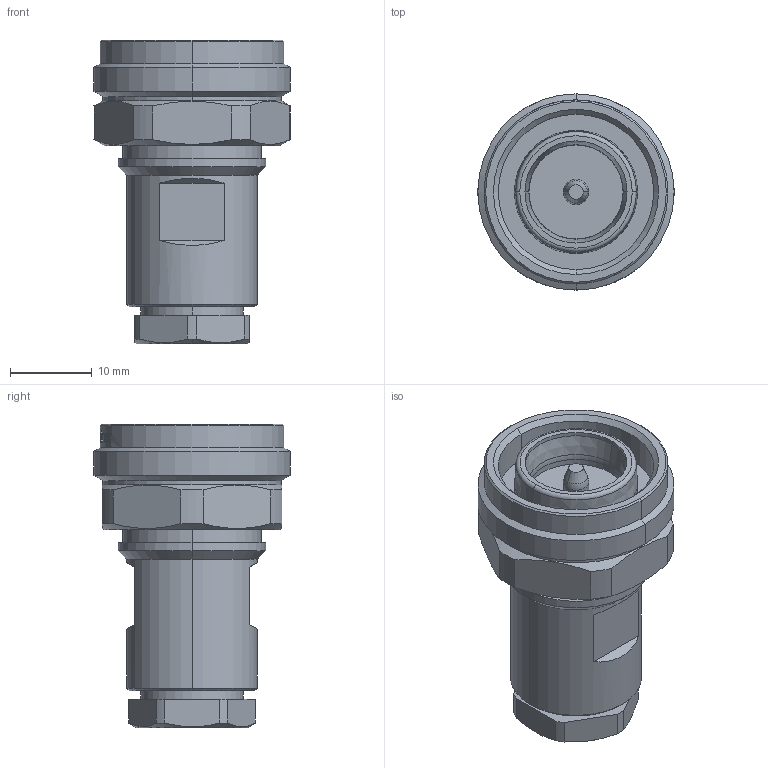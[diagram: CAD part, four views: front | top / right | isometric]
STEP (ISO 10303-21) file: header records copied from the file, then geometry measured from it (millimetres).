
FILE_DESCRIPTION (( 'STEP AP214' ), '1' );
FILE_NAME ('J01440A0012.STEP', '2019-09-19T06:41:38', ( '' ), ( '' ), 'SwSTEP 2.0', 'SolidWorks 2018', '' );
FILE_SCHEMA (( 'AUTOMOTIVE_DESIGN' ));
Length unit declared in the file: millimetre
Products named in the file (1): J01440A0012
Bounding box: 24 x 24 x 37.15 mm (x, y, z)
Volume: 8994.3 mm3; surface area: 3807.2 mm2
Topology: 1 solids, 1 shells, 261 faces, 659 edges, 427 vertices
Faces by surface type: plane 87, bspline 83, cylinder 59, cone 24, torus 8
Entity records: 17260 total; most frequent: CARTESIAN_POINT 8799, ORIENTED_EDGE 1318, DIRECTION 887, EDGE_CURVE 659, VERTEX_POINT 427, AXIS2_PLACEMENT_3D 346, B_SPLINE_CURVE_WITH_KNOTS 293, EDGE_LOOP 288
